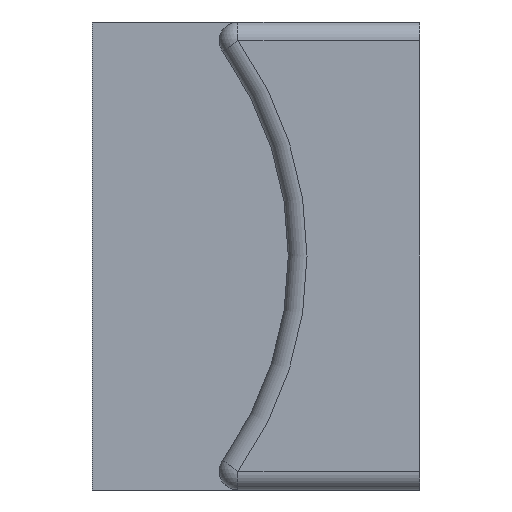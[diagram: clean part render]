
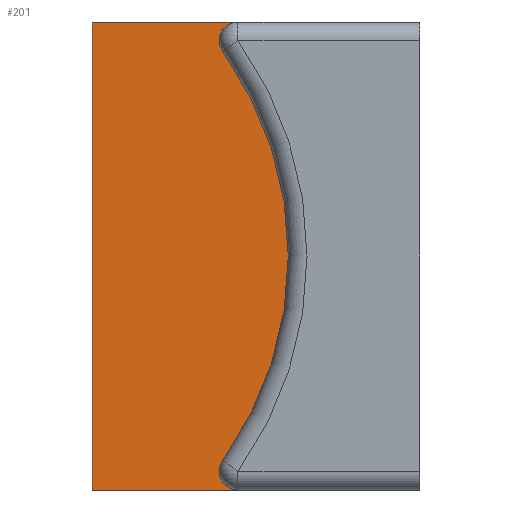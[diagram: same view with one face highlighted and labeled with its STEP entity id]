
A CAD part, left-side view. The second image highlights one B-rep face of the part: STEP entity #201.
In plain terms, the highlighted planar face has unit normal (-1, 0, 0).
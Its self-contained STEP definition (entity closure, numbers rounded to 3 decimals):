
#60=CARTESIAN_POINT('',(14.954,19.268,57.816));
#61=VERTEX_POINT('',#60);
#62=CARTESIAN_POINT('',(14.954,19.268,62.184));
#63=VERTEX_POINT('',#62);
#64=CARTESIAN_POINT('',(14.954,22.317,60.));
#65=DIRECTION('',(-1.,0.,0.));
#66=DIRECTION('',(0.,0.,1.));
#67=AXIS2_PLACEMENT_3D('',#64,#65,#66);
#68=CIRCLE('',#67,3.75);
#69=EDGE_CURVE('',#61,#63,#68,.T.);
#102=CARTESIAN_POINT('',(14.954,20.662,62.5));
#103=VERTEX_POINT('',#102);
#104=CARTESIAN_POINT('',(14.954,19.105,62.5));
#105=VERTEX_POINT('',#104);
#106=CARTESIAN_POINT('',(14.954,20.662,62.5));
#107=DIRECTION('',(-0.,-1.,-0.));
#108=VECTOR('',#107,1.556);
#109=LINE('',#106,#108);
#110=EDGE_CURVE('',#103,#105,#109,.T.);
#162=CARTESIAN_POINT('',(14.954,10.611,60.));
#163=DIRECTION('',(-1.,0.,0.));
#164=DIRECTION('',(0.,0.,1.));
#165=AXIS2_PLACEMENT_3D('',#162,#163,#164);
#166=PLANE('',#165);
#167=CARTESIAN_POINT('',(14.954,20.662,57.5));
#168=VERTEX_POINT('',#167);
#169=CARTESIAN_POINT('',(14.954,19.105,57.5));
#170=VERTEX_POINT('',#169);
#171=CARTESIAN_POINT('',(14.954,20.662,57.5));
#172=DIRECTION('',(-0.,-1.,-0.));
#173=VECTOR('',#172,1.556);
#174=LINE('',#171,#173);
#175=EDGE_CURVE('',#168,#170,#174,.T.);
#176=ORIENTED_EDGE('',*,*,#175,.T.);
#177=CARTESIAN_POINT('',(14.954,19.105,57.7));
#178=DIRECTION('',(1.,-0.,-0.));
#179=DIRECTION('',(0.,0.,1.));
#180=AXIS2_PLACEMENT_3D('',#177,#178,#179);
#181=CIRCLE('',#180,0.2);
#182=EDGE_CURVE('',#170,#61,#181,.T.);
#183=ORIENTED_EDGE('',*,*,#182,.T.);
#184=ORIENTED_EDGE('',*,*,#69,.T.);
#185=CARTESIAN_POINT('',(14.954,19.105,62.3));
#186=DIRECTION('',(1.,-0.,-0.));
#187=DIRECTION('',(0.,0.,1.));
#188=AXIS2_PLACEMENT_3D('',#185,#186,#187);
#189=CIRCLE('',#188,0.2);
#190=EDGE_CURVE('',#63,#105,#189,.T.);
#191=ORIENTED_EDGE('',*,*,#190,.T.);
#192=ORIENTED_EDGE('',*,*,#110,.F.);
#193=CARTESIAN_POINT('',(14.954,20.662,57.5));
#194=DIRECTION('',(-0.,-0.,1.));
#195=VECTOR('',#194,5.);
#196=LINE('',#193,#195);
#197=EDGE_CURVE('',#168,#103,#196,.T.);
#198=ORIENTED_EDGE('',*,*,#197,.F.);
#199=EDGE_LOOP('',(#176,#183,#184,#191,#192,#198));
#200=FACE_BOUND('',#199,.T.);
#201=ADVANCED_FACE('',(#200),#166,.T.);
